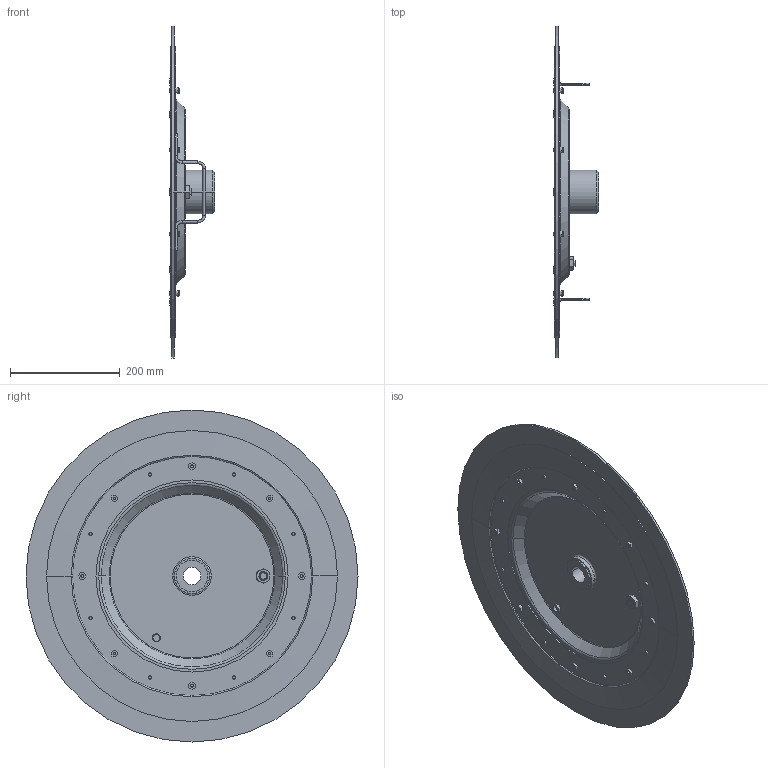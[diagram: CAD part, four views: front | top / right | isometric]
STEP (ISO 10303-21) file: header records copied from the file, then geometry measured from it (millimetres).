
FILE_DESCRIPTION((''),'2;1');
FILE_NAME('43273-00_SW0001','2025-12-11T08:50:30',('julian.egg'),(''),'CREO PARAMETRIC BY PTC INC, 2025323','CREO PARAMETRIC BY PTC INC, 2025323','');
FILE_SCHEMA(('CONFIG_CONTROL_DESIGN'));
Length unit declared in the file: millimetre
Products named in the file (1): 43273-00_SW0001
Bounding box: 83 x 605 x 605 mm (x, y, z)
Volume: 1803739.8 mm3; surface area: 771107.5 mm2
Topology: 2 solids, 3 shells, 566 faces, 1180 edges, 682 vertices
Faces by surface type: plane 232, cone 140, cylinder 136, torus 58
Entity records: 17234 total; most frequent: CARTESIAN_POINT 5004, DIRECTION 2700, ORIENTED_EDGE 2360, EDGE_CURVE 1180, AXIS2_PLACEMENT_3D 1094, VERTEX_POINT 682, EDGE_LOOP 670, FACE_OUTER_BOUND 566
